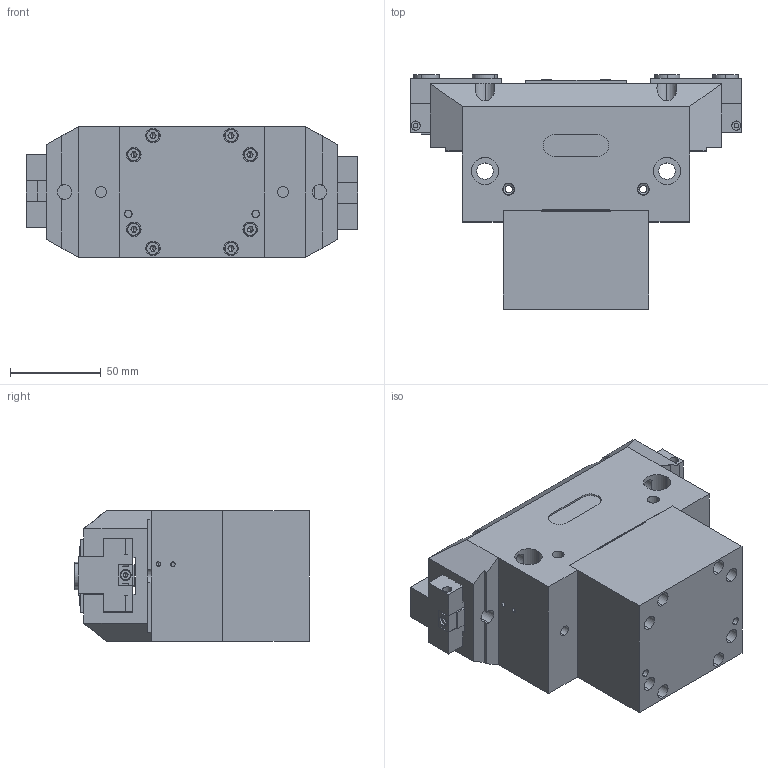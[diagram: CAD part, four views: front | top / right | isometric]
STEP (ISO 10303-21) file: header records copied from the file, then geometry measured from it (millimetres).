
FILE_DESCRIPTION (( 'STEP AP214' ), '1' );
FILE_NAME ('2PG 160AS.STEP', '2012-02-28T06:59:05', ( 'xw4600' ), ( '' ), 'SwSTEP 2.0', 'SolidWorks 2010', '' );
FILE_SCHEMA (( 'AUTOMOTIVE_DESIGN' ));
Length unit declared in the file: millimetre
Products named in the file (13): 2PG160S-02_ル遽; 2PG160S-04_ル遽; 2PG160S-06-1_ル遽; 2PG160S-06-2_ル遽; 2PG160S-07_ル遽; 2PG160S-10_ル遽; 2PG160S-12_ル遽; SPRING(2PG160AS)_Default; countersunk head screw_ISO 10642 - M3 x 8 --- 8N; Socket Head Cap Screw(M4x60L)_ISO 4762 M4 x 40 --- 20N; Socket Head Cap Screw(M3x45L)_KS 1003 - M3 x 30 x 18-N; 2PG 160AS; 2PG160S-01_ル遽
Assembly tree (28 placements, depth 2):
  2PG 160AS
    2PG160S-06-1_ル遽
    countersunk head screw_ISO 10642 - M3 x 8 --- 8N  x4
    2PG160S-04_ル遽  x2
    2PG160S-12_ル遽
    SPRING(2PG160AS)_Default  x2
    Socket Head Cap Screw(M4x60L)_ISO 4762 M4 x 40 --- 20N  x8
    2PG160S-01_ル遽
    2PG160S-10_ル遽  x4
    Socket Head Cap Screw(M3x45L)_KS 1003 - M3 x 30 x 18-N  x2
    2PG160S-02_ル遽
    2PG160S-06-2_ル遽
    2PG160S-07_ル遽
Bounding box: 182.35 x 128.95 x 72 mm (x, y, z)
Volume: 698402.9 mm3; surface area: 186762.7 mm2
Topology: 28 solids, 28 shells, 911 faces, 2185 edges, 1332 vertices
Faces by surface type: plane 432, cylinder 307, cone 116, torus 52, bspline 4
Entity records: 21768 total; most frequent: CARTESIAN_POINT 7341, DIRECTION 2936, ORIENTED_EDGE 2636, EDGE_CURVE 1318, AXIS2_PLACEMENT_3D 1098, VERTEX_POINT 849, LINE 740, VECTOR 740
